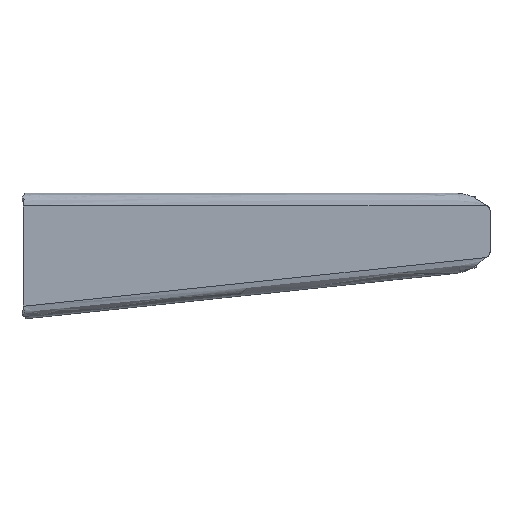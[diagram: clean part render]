
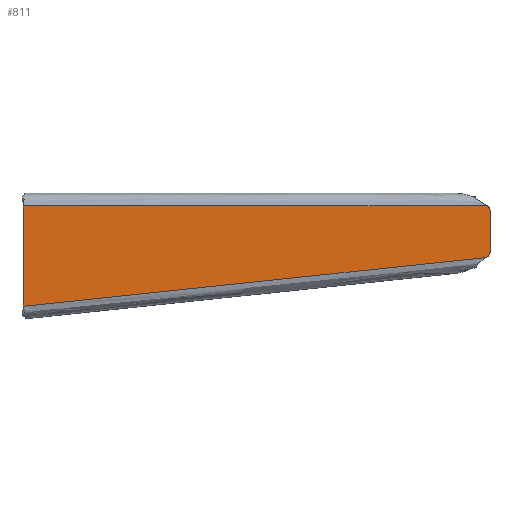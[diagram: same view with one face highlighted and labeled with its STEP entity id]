
A CAD part, top view. The second image highlights one B-rep face of the part: STEP entity #811.
In plain terms, the highlighted free-form (B-spline) face has degree [1, 1] with [2, 2] control points.
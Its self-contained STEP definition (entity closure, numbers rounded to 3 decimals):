
#9 = ORIENTED_EDGE ( 'NONE', *, *, #554, .T. ) ;
#35 = CARTESIAN_POINT ( 'NONE',  ( 651.903, 194.407, 6. ) ) ;
#50 = CARTESIAN_POINT ( 'NONE',  ( 241.903, 197.554, 6. ) ) ;
#58 = CARTESIAN_POINT ( 'NONE',  ( 242.03, 110.816, 6. ) ) ;
#62 = ORIENTED_EDGE ( 'NONE', *, *, #671, .T. ) ;
#81 = B_SPLINE_CURVE_WITH_KNOTS ( 'NONE', 3,
 ( #35, #464, #822, #167, #1254, #481 ),
 .UNSPECIFIED., .F., .F.,
 ( 4, 2, 4 ),
 ( 0., 0.523, 1.045 ),
 .UNSPECIFIED. ) ;
#114 = CARTESIAN_POINT ( 'NONE',  ( 241.903, 109.898, 6. ) ) ;
#130 = CARTESIAN_POINT ( 'NONE',  ( 241.903, 198.732, 6. ) ) ;
#167 = CARTESIAN_POINT ( 'NONE',  ( 650.8, 197.659, 6. ) ) ;
#186 = B_SPLINE_CURVE_WITH_KNOTS ( 'NONE', 1,
 ( #939, #828 ),
 .UNSPECIFIED., .F., .F.,
 ( 2, 2 ),
 ( 0., 1. ),
 .UNSPECIFIED. ) ;
#189 = VERTEX_POINT ( 'NONE', #929 ) ;
#206 = CARTESIAN_POINT ( 'NONE',  ( 649.518, 153.866, 6. ) ) ;
#227 = EDGE_CURVE ( 'NONE', #993, #421, #1107, .T. ) ;
#232 = B_SPLINE_CURVE_WITH_KNOTS ( 'NONE', 1,
 ( #940, #685 ),
 .UNSPECIFIED., .F., .F.,
 ( 2, 2 ),
 ( 0., 1. ),
 .UNSPECIFIED. ) ;
#234 = CARTESIAN_POINT ( 'NONE',  ( 651.903, 198.732, 6. ) ) ;
#259 = CARTESIAN_POINT ( 'NONE',  ( 648.545, 153.269, 6. ) ) ;
#312 = B_SPLINE_CURVE_WITH_KNOTS ( 'NONE', 3,
 ( #757, #764, #991, #1199 ),
 .UNSPECIFIED., .F., .F.,
 ( 4, 4 ),
 ( 0., 1. ),
 .UNSPECIFIED. ) ;
#325 = ORIENTED_EDGE ( 'NONE', *, *, #934, .T. ) ;
#349 = ORIENTED_EDGE ( 'NONE', *, *, #227, .T. ) ;
#412 = CARTESIAN_POINT ( 'NONE',  ( 649.518, 153.866, 6. ) ) ;
#421 = VERTEX_POINT ( 'NONE', #989 ) ;
#426 = ORIENTED_EDGE ( 'NONE', *, *, #906, .T. ) ;
#456 = CARTESIAN_POINT ( 'NONE',  ( 651.903, 157.276, 6. ) ) ;
#464 = CARTESIAN_POINT ( 'NONE',  ( 651.903, 195.279, 6. ) ) ;
#479 = ORIENTED_EDGE ( 'NONE', *, *, #1105, .T. ) ;
#480 = CARTESIAN_POINT ( 'NONE',  ( 650.244, 154.311, 6. ) ) ;
#481 = CARTESIAN_POINT ( 'NONE',  ( 649.411, 198.732, 6. ) ) ;
#508 = CARTESIAN_POINT ( 'NONE',  ( 649.194, 153.667, 6. ) ) ;
#554 = EDGE_CURVE ( 'NONE', #1018, #1204, #81, .T. ) ;
#566 = CARTESIAN_POINT ( 'NONE',  ( 651.903, 109.898, 6. ) ) ;
#568 = EDGE_CURVE ( 'NONE', #189, #1018, #232, .T. ) ;
#574 = B_SPLINE_CURVE_WITH_KNOTS ( 'NONE', 3,
 ( #1035, #480, #1019, #596, #456, #915 ),
 .UNSPECIFIED., .F., .F.,
 ( 4, 2, 4 ),
 ( 5.263, 5.773, 6.283 ),
 .UNSPECIFIED. ) ;
#596 = CARTESIAN_POINT ( 'NONE',  ( 651.682, 156.429, 6. ) ) ;
#613 = VERTEX_POINT ( 'NONE', #259 ) ;
#628 = ORIENTED_EDGE ( 'NONE', *, *, #1143, .T. ) ;
#671 = EDGE_CURVE ( 'NONE', #613, #744, #1308, .T. ) ;
#677 = FACE_OUTER_BOUND ( 'NONE', #1175, .T. ) ;
#681 = B_SPLINE_CURVE_WITH_KNOTS ( 'NONE', 1,
 ( #50, #913 ),
 .UNSPECIFIED., .F., .F.,
 ( 2, 2 ),
 ( 0., 1. ),
 .UNSPECIFIED. ) ;
#685 = CARTESIAN_POINT ( 'NONE',  ( 651.903, 194.407, 6. ) ) ;
#699 = B_SPLINE_CURVE_WITH_KNOTS ( 'NONE', 3,
 ( #1390, #1041, #58, #1051 ),
 .UNSPECIFIED., .F., .F.,
 ( 4, 4 ),
 ( 0., 1. ),
 .UNSPECIFIED. ) ;
#728 = VERTEX_POINT ( 'NONE', #970 ) ;
#744 = VERTEX_POINT ( 'NONE', #412 ) ;
#745 = CARTESIAN_POINT ( 'NONE',  ( 242.027, 198.732, 6. ) ) ;
#757 = CARTESIAN_POINT ( 'NONE',  ( 242.093, 110.428, 6. ) ) ;
#764 = CARTESIAN_POINT ( 'NONE',  ( 377.577, 124.708, 6. ) ) ;
#798 = CARTESIAN_POINT ( 'NONE',  ( 242.027, 198.732, 6. ) ) ;
#800 = VERTEX_POINT ( 'NONE', #1326 ) ;
#811 = ADVANCED_FACE ( 'NONE', ( #677 ), #1365, .T. ) ;
#822 = CARTESIAN_POINT ( 'NONE',  ( 651.671, 196.147, 6. ) ) ;
#828 = CARTESIAN_POINT ( 'NONE',  ( 242.027, 198.732, 6. ) ) ;
#906 = EDGE_CURVE ( 'NONE', #744, #189, #574, .T. ) ;
#913 = CARTESIAN_POINT ( 'NONE',  ( 241.903, 111.593, 6. ) ) ;
#915 = CARTESIAN_POINT ( 'NONE',  ( 651.903, 158.127, 6. ) ) ;
#929 = CARTESIAN_POINT ( 'NONE',  ( 651.903, 158.127, 6. ) ) ;
#934 = EDGE_CURVE ( 'NONE', #1204, #993, #186, .T. ) ;
#939 = CARTESIAN_POINT ( 'NONE',  ( 649.411, 198.732, 6. ) ) ;
#940 = CARTESIAN_POINT ( 'NONE',  ( 651.903, 158.127, 6. ) ) ;
#945 = CARTESIAN_POINT ( 'NONE',  ( 649.411, 198.732, 6. ) ) ;
#953 = CARTESIAN_POINT ( 'NONE',  ( 651.903, 194.407, 6. ) ) ;
#970 = CARTESIAN_POINT ( 'NONE',  ( 241.903, 111.593, 6. ) ) ;
#989 = CARTESIAN_POINT ( 'NONE',  ( 241.903, 197.554, 6. ) ) ;
#991 = CARTESIAN_POINT ( 'NONE',  ( 513.061, 138.989, 6. ) ) ;
#993 = VERTEX_POINT ( 'NONE', #745 ) ;
#1018 = VERTEX_POINT ( 'NONE', #953 ) ;
#1019 = CARTESIAN_POINT ( 'NONE',  ( 650.85, 154.942, 6. ) ) ;
#1026 = ORIENTED_EDGE ( 'NONE', *, *, #568, .T. ) ;
#1035 = CARTESIAN_POINT ( 'NONE',  ( 649.518, 153.866, 6. ) ) ;
#1041 = CARTESIAN_POINT ( 'NONE',  ( 241.966, 111.205, 6. ) ) ;
#1051 = CARTESIAN_POINT ( 'NONE',  ( 242.093, 110.428, 6. ) ) ;
#1055 = CARTESIAN_POINT ( 'NONE',  ( 648.545, 153.269, 6. ) ) ;
#1105 = EDGE_CURVE ( 'NONE', #421, #728, #681, .T. ) ;
#1107 = B_SPLINE_CURVE_WITH_KNOTS ( 'NONE', 3,
 ( #798, #1127, #1241, #1349 ),
 .UNSPECIFIED., .F., .F.,
 ( 4, 4 ),
 ( 0., 1. ),
 .UNSPECIFIED. ) ;
#1127 = CARTESIAN_POINT ( 'NONE',  ( 241.986, 198.34, 6. ) ) ;
#1143 = EDGE_CURVE ( 'NONE', #728, #800, #699, .T. ) ;
#1175 = EDGE_LOOP ( 'NONE', ( #479, #628, #1414, #62, #426, #1026, #9, #325, #349 ) ) ;
#1180 = CARTESIAN_POINT ( 'NONE',  ( 648.869, 153.468, 6. ) ) ;
#1199 = CARTESIAN_POINT ( 'NONE',  ( 648.545, 153.269, 6. ) ) ;
#1204 = VERTEX_POINT ( 'NONE', #945 ) ;
#1240 = EDGE_CURVE ( 'NONE', #800, #613, #312, .T. ) ;
#1241 = CARTESIAN_POINT ( 'NONE',  ( 241.944, 197.947, 6. ) ) ;
#1254 = CARTESIAN_POINT ( 'NONE',  ( 650.166, 198.295, 6. ) ) ;
#1308 = B_SPLINE_CURVE_WITH_KNOTS ( 'NONE', 3,
 ( #1055, #1180, #508, #206 ),
 .UNSPECIFIED., .F., .F.,
 ( 4, 4 ),
 ( 0., 1. ),
 .UNSPECIFIED. ) ;
#1326 = CARTESIAN_POINT ( 'NONE',  ( 242.093, 110.428, 6. ) ) ;
#1349 = CARTESIAN_POINT ( 'NONE',  ( 241.903, 197.554, 6. ) ) ;
#1365 = B_SPLINE_SURFACE_WITH_KNOTS ( 'NONE', 1, 1, ( 
 ( #114, #130 ),
 ( #566, #234 ) ),
 .UNSPECIFIED., .F., .F., .F.,
 ( 2, 2 ),
 ( 2, 2 ),
 ( 0., 1. ),
 ( 0., 1. ),
 .UNSPECIFIED. ) ;
#1390 = CARTESIAN_POINT ( 'NONE',  ( 241.903, 111.593, 6. ) ) ;
#1414 = ORIENTED_EDGE ( 'NONE', *, *, #1240, .T. ) ;
